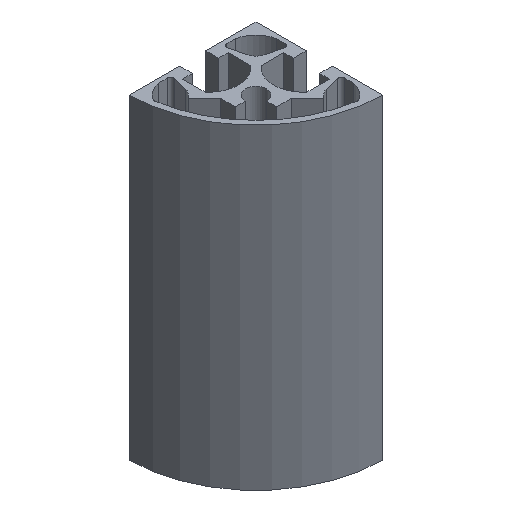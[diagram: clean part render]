
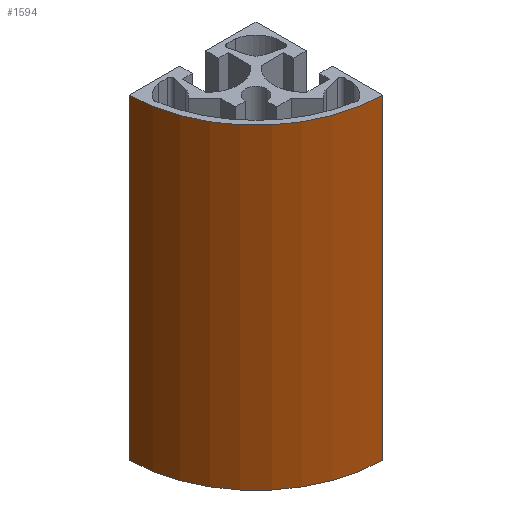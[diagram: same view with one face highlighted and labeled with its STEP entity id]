
A CAD part, isometric view. The second image highlights one B-rep face of the part: STEP entity #1594.
In plain terms, the highlighted cylindrical face has radius 40 mm (diameter 80 mm), a partial arc.
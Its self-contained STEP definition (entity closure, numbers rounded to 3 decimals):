
#764=CARTESIAN_POINT('',(25.637,-9.02,0.0));
#765=VERTEX_POINT('',#764);
#772=CARTESIAN_POINT('',(-14.363,30.98,0.0));
#773=VERTEX_POINT('',#772);
#774=CARTESIAN_POINT('',(25.637,30.98,0.0));
#775=DIRECTION('',(0.0,0.0,-1.0));
#776=DIRECTION('',(1.0,0.0,0.0));
#777=AXIS2_PLACEMENT_3D('',#774,#775,#776);
#778=CIRCLE('',#777,40.);
#779=EDGE_CURVE('',#765,#773,#778,.T.);
#1269=CARTESIAN_POINT('',(-14.363,30.98,100.0));
#1270=VERTEX_POINT('',#1269);
#1277=CARTESIAN_POINT('',(25.637,-9.02,100.0));
#1278=VERTEX_POINT('',#1277);
#1279=CARTESIAN_POINT('',(25.637,30.98,100.0));
#1280=DIRECTION('',(0.0,0.0,-1.0));
#1281=DIRECTION('',(1.0,0.0,0.0));
#1282=AXIS2_PLACEMENT_3D('',#1279,#1280,#1281);
#1283=CIRCLE('',#1282,40.);
#1284=EDGE_CURVE('',#1278,#1270,#1283,.T.);
#1567=CARTESIAN_POINT('',(25.637,-9.02,0.0));
#1568=DIRECTION('',(0.0,0.0,1.0));
#1569=VECTOR('',#1568,100.0);
#1570=LINE('',#1567,#1569);
#1571=EDGE_CURVE('',#765,#1278,#1570,.T.);
#1578=CARTESIAN_POINT('',(25.637,30.98,0.0));
#1579=DIRECTION('',(0.0,0.0,1.0));
#1580=DIRECTION('',(1.0,0.0,0.0));
#1581=AXIS2_PLACEMENT_3D('',#1578,#1579,#1580);
#1582=CYLINDRICAL_SURFACE('',#1581,40.);
#1583=ORIENTED_EDGE('',*,*,#1284,.T.);
#1584=CARTESIAN_POINT('',(-14.363,30.98,0.0));
#1585=DIRECTION('',(0.0,0.0,1.0));
#1586=VECTOR('',#1585,100.0);
#1587=LINE('',#1584,#1586);
#1588=EDGE_CURVE('',#773,#1270,#1587,.T.);
#1589=ORIENTED_EDGE('',*,*,#1588,.F.);
#1590=ORIENTED_EDGE('',*,*,#779,.F.);
#1591=ORIENTED_EDGE('',*,*,#1571,.T.);
#1592=EDGE_LOOP('',(#1583,#1589,#1590,#1591));
#1593=FACE_OUTER_BOUND('',#1592,.T.);
#1594=ADVANCED_FACE('',(#1593),#1582,.T.);
